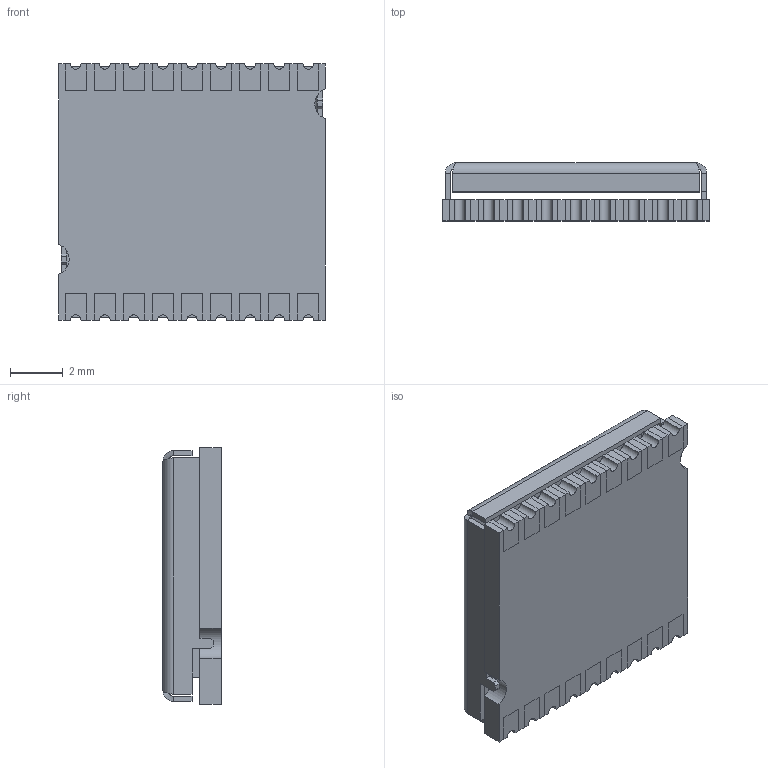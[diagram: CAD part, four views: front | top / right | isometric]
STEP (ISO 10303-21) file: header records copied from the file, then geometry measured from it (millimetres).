
FILE_DESCRIPTION(('FreeCAD Model'),'2;1');
FILE_NAME('Teseo-LIV3F_3D-CAD_model.stp', '2018-08-24T09:23:54',('Author'),(''), 'Open CASCADE STEP processor 6.8','FreeCAD','Unknown');
FILE_SCHEMA(('AUTOMOTIVE_DESIGN_CC2 { 1 2 10303 214 -1 1 5 4 }'));
Length unit declared in the file: millimetre
Products named in the file (3): ASSEMBLY; Fusion; 531H
Assembly tree (2 placements, depth 2):
  ASSEMBLY
    Fusion
    531H
Bounding box: 10.1 x 2.2 x 9.7 mm (x, y, z)
Volume: 102 mm3; surface area: 489 mm2
Topology: 2 solids, 2 shells, 176 faces, 484 edges, 312 vertices
Faces by surface type: plane 138, cylinder 30, bspline 8
Entity records: 15113 total; most frequent: CARTESIAN_POINT 4659, DIRECTION 1721, LINE 1249, VECTOR 1249, ORIENTED_EDGE 968, PCURVE 968, DEFINITIONAL_REPRESENTATION 968, EDGE_CURVE 484
